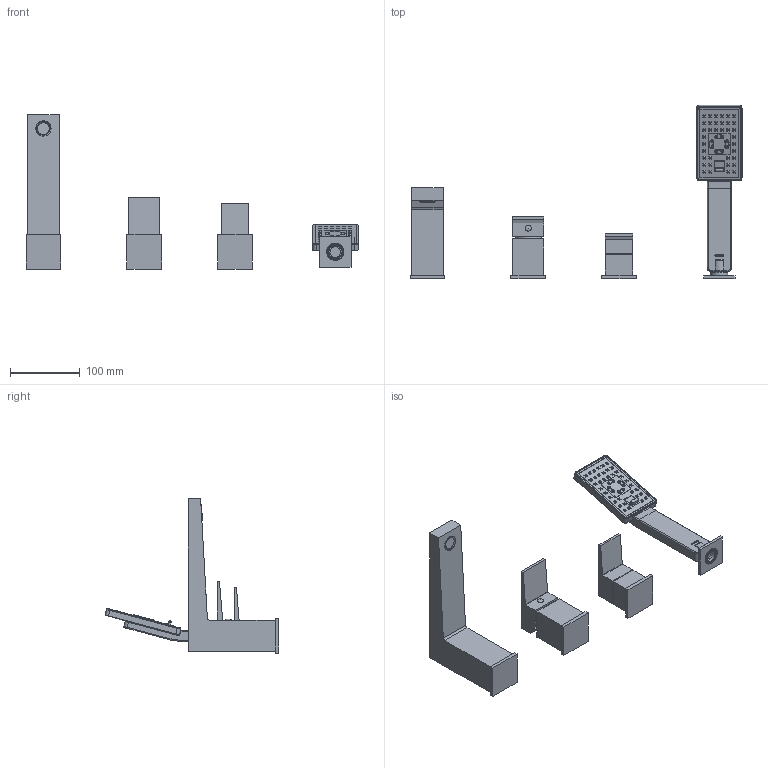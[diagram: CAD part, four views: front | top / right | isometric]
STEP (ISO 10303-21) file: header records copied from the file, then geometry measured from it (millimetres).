
FILE_DESCRIPTION(/* description */ (''),/* implementation_level */ '2;1');
FILE_NAME(/* name */ '82c80226-b454-4cc9-be01-d44390e53d71.stp',/* time_stamp */ '2019-11-26T11:10:35+00:00',/* author */ (''),/* organization */ (''),/* preprocessor_version */ 'ST-DEVELOPER v18',/* originating_system */ 'Autodesk Translation Framework v8.12.0.6',/* authorisation */ '');
FILE_SCHEMA (('AUTOMOTIVE_DESIGN { 1 0 10303 214 3 1 1 }'));
Length unit declared in the file: millimetre
Products named in the file (2): !FR7132; LOGO NOWE v1 (1)
Assembly tree (1 placements, depth 2):
  !FR7132
    LOGO NOWE v1 (1)
Bounding box: 476.21 x 249.22 x 221.44 mm (x, y, z)
Volume: 921081.3 mm3; surface area: 181199.6 mm2
Topology: 67 solids, 67 shells, 1214 faces, 2640 edges, 1592 vertices
Faces by surface type: plane 467, cylinder 434, bspline 169, sphere 144
Full cylindrical faces by diameter (mm): 1.339 x36, 1.645 x8, 15.288 x1, 16.885 x1, 18.288 x1, 19.885 x1, 20.961 x1, 21.885 x2, 24.325 x2, 33.92 x1
Entity records: 41674 total; most frequent: CARTESIAN_POINT 15877, DIRECTION 5403, ORIENTED_EDGE 5250, EDGE_CURVE 2625, AXIS2_PLACEMENT_3D 2018, VERTEX_POINT 1592, LINE 1367, VECTOR 1367
